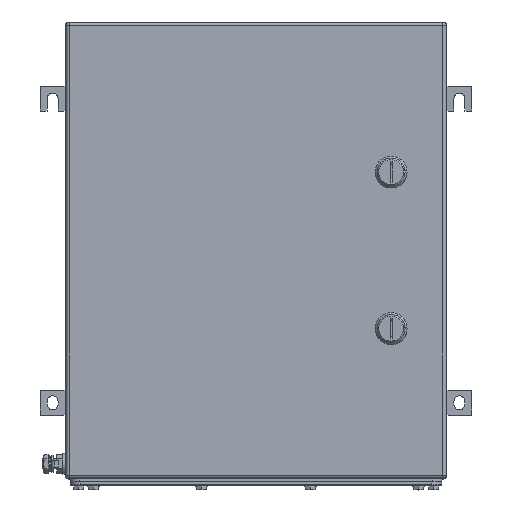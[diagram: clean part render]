
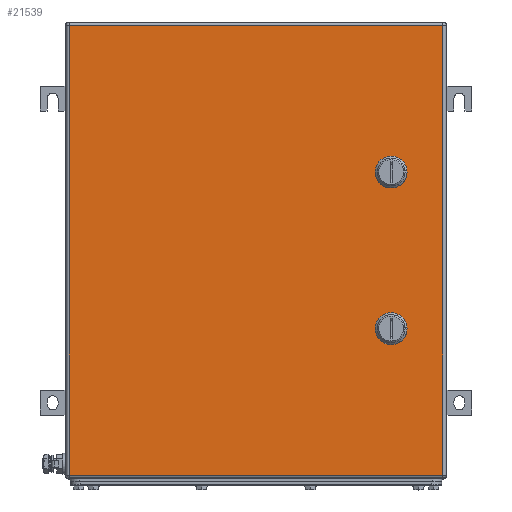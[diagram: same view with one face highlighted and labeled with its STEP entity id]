
A CAD part, top view. The second image highlights one B-rep face of the part: STEP entity #21539.
In plain terms, the highlighted planar face has unit normal (0, 0, 1).
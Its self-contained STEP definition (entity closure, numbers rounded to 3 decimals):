
#21353=AXIS2_PLACEMENT_3D('Circle Axis2P3D',#21351,#21352,$) ;
#21380=AXIS2_PLACEMENT_3D('Plane Axis2P3D',#21377,#21378,#21379) ;
#21425=AXIS2_PLACEMENT_3D('Circle Axis2P3D',#21423,#21424,$) ;
#21439=AXIS2_PLACEMENT_3D('Circle Axis2P3D',#21437,#21438,$) ;
#21453=AXIS2_PLACEMENT_3D('Circle Axis2P3D',#21451,#21452,$) ;
#21475=AXIS2_PLACEMENT_3D('Circle Axis2P3D',#21473,#21474,$) ;
#21491=AXIS2_PLACEMENT_3D('Circle Axis2P3D',#21489,#21490,$) ;
#21505=AXIS2_PLACEMENT_3D('Circle Axis2P3D',#21503,#21504,$) ;
#21519=AXIS2_PLACEMENT_3D('Circle Axis2P3D',#21517,#21518,$) ;
#21348=CARTESIAN_POINT('Vertex',(357.056,308.45,203.5)) ;
#21351=CARTESIAN_POINT('Axis2P3D Location',(352.,318.5,203.5)) ;
#21355=CARTESIAN_POINT('Vertex',(362.05,313.444,203.5)) ;
#21377=CARTESIAN_POINT('Axis2P3D Location',(216.5,240.,203.5)) ;
#21382=CARTESIAN_POINT('Line Origine',(216.5,465.5,203.5)) ;
#21386=CARTESIAN_POINT('Vertex',(404.,465.5,203.5)) ;
#21388=CARTESIAN_POINT('Vertex',(29.,465.5,203.5)) ;
#21391=CARTESIAN_POINT('Line Origine',(29.,240.,203.5)) ;
#21395=CARTESIAN_POINT('Vertex',(29.,14.5,203.5)) ;
#21398=CARTESIAN_POINT('Line Origine',(216.5,14.5,203.5)) ;
#21402=CARTESIAN_POINT('Vertex',(404.,14.5,203.5)) ;
#21405=CARTESIAN_POINT('Line Origine',(404.,240.,203.5)) ;
#21416=CARTESIAN_POINT('Line Origine',(352.,308.45,203.5)) ;
#21420=CARTESIAN_POINT('Vertex',(346.944,308.45,203.5)) ;
#21423=CARTESIAN_POINT('Axis2P3D Location',(352.,318.5,203.5)) ;
#21427=CARTESIAN_POINT('Vertex',(341.95,313.444,203.5)) ;
#21430=CARTESIAN_POINT('Line Origine',(341.95,318.5,203.5)) ;
#21434=CARTESIAN_POINT('Vertex',(341.95,323.556,203.5)) ;
#21437=CARTESIAN_POINT('Axis2P3D Location',(352.,318.5,203.5)) ;
#21441=CARTESIAN_POINT('Vertex',(346.944,328.55,203.5)) ;
#21444=CARTESIAN_POINT('Line Origine',(352.,328.55,203.5)) ;
#21448=CARTESIAN_POINT('Vertex',(357.056,328.55,203.5)) ;
#21451=CARTESIAN_POINT('Axis2P3D Location',(352.,318.5,203.5)) ;
#21455=CARTESIAN_POINT('Vertex',(362.05,323.556,203.5)) ;
#21458=CARTESIAN_POINT('Line Origine',(362.05,318.5,203.5)) ;
#21473=CARTESIAN_POINT('Axis2P3D Location',(352.,161.5,203.5)) ;
#21477=CARTESIAN_POINT('Vertex',(357.056,151.45,203.5)) ;
#21479=CARTESIAN_POINT('Vertex',(362.05,156.444,203.5)) ;
#21482=CARTESIAN_POINT('Line Origine',(352.,151.45,203.5)) ;
#21486=CARTESIAN_POINT('Vertex',(346.944,151.45,203.5)) ;
#21489=CARTESIAN_POINT('Axis2P3D Location',(352.,161.5,203.5)) ;
#21493=CARTESIAN_POINT('Vertex',(341.95,156.444,203.5)) ;
#21496=CARTESIAN_POINT('Line Origine',(341.95,161.5,203.5)) ;
#21500=CARTESIAN_POINT('Vertex',(341.95,166.556,203.5)) ;
#21503=CARTESIAN_POINT('Axis2P3D Location',(352.,161.5,203.5)) ;
#21507=CARTESIAN_POINT('Vertex',(346.944,171.55,203.5)) ;
#21510=CARTESIAN_POINT('Line Origine',(352.,171.55,203.5)) ;
#21514=CARTESIAN_POINT('Vertex',(357.056,171.55,203.5)) ;
#21517=CARTESIAN_POINT('Axis2P3D Location',(352.,161.5,203.5)) ;
#21521=CARTESIAN_POINT('Vertex',(362.05,166.556,203.5)) ;
#21524=CARTESIAN_POINT('Line Origine',(362.05,161.5,203.5)) ;
#21352=DIRECTION('Axis2P3D Direction',(0.,0.,1.)) ;
#21378=DIRECTION('Axis2P3D Direction',(0.,0.,1.)) ;
#21379=DIRECTION('Axis2P3D XDirection',(1.,0.,0.)) ;
#21383=DIRECTION('Vector Direction',(1.,0.,0.)) ;
#21392=DIRECTION('Vector Direction',(0.,-1.,0.)) ;
#21399=DIRECTION('Vector Direction',(1.,0.,0.)) ;
#21406=DIRECTION('Vector Direction',(0.,1.,0.)) ;
#21417=DIRECTION('Vector Direction',(1.,0.,0.)) ;
#21424=DIRECTION('Axis2P3D Direction',(0.,0.,1.)) ;
#21431=DIRECTION('Vector Direction',(0.,1.,0.)) ;
#21438=DIRECTION('Axis2P3D Direction',(0.,0.,1.)) ;
#21445=DIRECTION('Vector Direction',(1.,0.,0.)) ;
#21452=DIRECTION('Axis2P3D Direction',(0.,0.,1.)) ;
#21459=DIRECTION('Vector Direction',(0.,-1.,0.)) ;
#21474=DIRECTION('Axis2P3D Direction',(0.,0.,1.)) ;
#21483=DIRECTION('Vector Direction',(1.,0.,0.)) ;
#21490=DIRECTION('Axis2P3D Direction',(0.,0.,1.)) ;
#21497=DIRECTION('Vector Direction',(0.,1.,0.)) ;
#21504=DIRECTION('Axis2P3D Direction',(0.,0.,1.)) ;
#21511=DIRECTION('Vector Direction',(1.,0.,0.)) ;
#21518=DIRECTION('Axis2P3D Direction',(0.,0.,1.)) ;
#21525=DIRECTION('Vector Direction',(0.,-1.,0.)) ;
#21384=VECTOR('Line Direction',#21383,1.) ;
#21393=VECTOR('Line Direction',#21392,1.) ;
#21400=VECTOR('Line Direction',#21399,1.) ;
#21407=VECTOR('Line Direction',#21406,1.) ;
#21418=VECTOR('Line Direction',#21417,1.) ;
#21432=VECTOR('Line Direction',#21431,1.) ;
#21446=VECTOR('Line Direction',#21445,1.) ;
#21460=VECTOR('Line Direction',#21459,1.) ;
#21484=VECTOR('Line Direction',#21483,1.) ;
#21498=VECTOR('Line Direction',#21497,1.) ;
#21512=VECTOR('Line Direction',#21511,1.) ;
#21526=VECTOR('Line Direction',#21525,1.) ;
#21411=ORIENTED_EDGE('',*,*,#21390,.T.) ;
#21412=ORIENTED_EDGE('',*,*,#21397,.T.) ;
#21413=ORIENTED_EDGE('',*,*,#21404,.T.) ;
#21414=ORIENTED_EDGE('',*,*,#21409,.T.) ;
#21464=ORIENTED_EDGE('',*,*,#21422,.F.) ;
#21465=ORIENTED_EDGE('',*,*,#21429,.F.) ;
#21466=ORIENTED_EDGE('',*,*,#21436,.T.) ;
#21467=ORIENTED_EDGE('',*,*,#21443,.F.) ;
#21468=ORIENTED_EDGE('',*,*,#21450,.T.) ;
#21469=ORIENTED_EDGE('',*,*,#21457,.F.) ;
#21470=ORIENTED_EDGE('',*,*,#21462,.T.) ;
#21471=ORIENTED_EDGE('',*,*,#21357,.F.) ;
#21530=ORIENTED_EDGE('',*,*,#21481,.F.) ;
#21531=ORIENTED_EDGE('',*,*,#21488,.F.) ;
#21532=ORIENTED_EDGE('',*,*,#21495,.F.) ;
#21533=ORIENTED_EDGE('',*,*,#21502,.T.) ;
#21534=ORIENTED_EDGE('',*,*,#21509,.F.) ;
#21535=ORIENTED_EDGE('',*,*,#21516,.T.) ;
#21536=ORIENTED_EDGE('',*,*,#21523,.F.) ;
#21537=ORIENTED_EDGE('',*,*,#21528,.T.) ;
#21472=FACE_BOUND('',#21463,.T.) ;
#21538=FACE_BOUND('',#21529,.T.) ;
#21539=ADVANCED_FACE('ZUB_KTB_QL_453820_1GP_AllCATPart_AllCATPart.1\\ZUB_KTB_QL_453820_1GP_AllCATPart.2\\ZUB_DE_KTB_QL.1\\DE_KTB_MH_PART_MASTER.1\\Koerper.2',(#21415,#21472,#21538),#21381,.T.) ;
#21354=CIRCLE('generated circle',#21353,11.25) ;
#21426=CIRCLE('generated circle',#21425,11.25) ;
#21440=CIRCLE('generated circle',#21439,11.25) ;
#21454=CIRCLE('generated circle',#21453,11.25) ;
#21476=CIRCLE('generated circle',#21475,11.25) ;
#21492=CIRCLE('generated circle',#21491,11.25) ;
#21506=CIRCLE('generated circle',#21505,11.25) ;
#21520=CIRCLE('generated circle',#21519,11.25) ;
#21357=EDGE_CURVE('',#21349,#21356,#21354,.T.) ;
#21390=EDGE_CURVE('',#21387,#21389,#21385,.F.) ;
#21397=EDGE_CURVE('',#21389,#21396,#21394,.T.) ;
#21404=EDGE_CURVE('',#21396,#21403,#21401,.T.) ;
#21409=EDGE_CURVE('',#21403,#21387,#21408,.T.) ;
#21422=EDGE_CURVE('',#21421,#21349,#21419,.T.) ;
#21429=EDGE_CURVE('',#21428,#21421,#21426,.T.) ;
#21436=EDGE_CURVE('',#21428,#21435,#21433,.T.) ;
#21443=EDGE_CURVE('',#21442,#21435,#21440,.T.) ;
#21450=EDGE_CURVE('',#21442,#21449,#21447,.T.) ;
#21457=EDGE_CURVE('',#21456,#21449,#21454,.T.) ;
#21462=EDGE_CURVE('',#21456,#21356,#21461,.T.) ;
#21481=EDGE_CURVE('',#21478,#21480,#21476,.T.) ;
#21488=EDGE_CURVE('',#21487,#21478,#21485,.T.) ;
#21495=EDGE_CURVE('',#21494,#21487,#21492,.T.) ;
#21502=EDGE_CURVE('',#21494,#21501,#21499,.T.) ;
#21509=EDGE_CURVE('',#21508,#21501,#21506,.T.) ;
#21516=EDGE_CURVE('',#21508,#21515,#21513,.T.) ;
#21523=EDGE_CURVE('',#21522,#21515,#21520,.T.) ;
#21528=EDGE_CURVE('',#21522,#21480,#21527,.T.) ;
#21410=EDGE_LOOP('',(#21411,#21412,#21413,#21414)) ;
#21463=EDGE_LOOP('',(#21464,#21465,#21466,#21467,#21468,#21469,#21470,#21471)) ;
#21529=EDGE_LOOP('',(#21530,#21531,#21532,#21533,#21534,#21535,#21536,#21537)) ;
#21415=FACE_OUTER_BOUND('',#21410,.T.) ;
#21385=LINE('Line',#21382,#21384) ;
#21394=LINE('Line',#21391,#21393) ;
#21401=LINE('Line',#21398,#21400) ;
#21408=LINE('Line',#21405,#21407) ;
#21419=LINE('Line',#21416,#21418) ;
#21433=LINE('Line',#21430,#21432) ;
#21447=LINE('Line',#21444,#21446) ;
#21461=LINE('Line',#21458,#21460) ;
#21485=LINE('Line',#21482,#21484) ;
#21499=LINE('Line',#21496,#21498) ;
#21513=LINE('Line',#21510,#21512) ;
#21527=LINE('Line',#21524,#21526) ;
#21381=PLANE('',#21380) ;
#21349=VERTEX_POINT('',#21348) ;
#21356=VERTEX_POINT('',#21355) ;
#21387=VERTEX_POINT('',#21386) ;
#21389=VERTEX_POINT('',#21388) ;
#21396=VERTEX_POINT('',#21395) ;
#21403=VERTEX_POINT('',#21402) ;
#21421=VERTEX_POINT('',#21420) ;
#21428=VERTEX_POINT('',#21427) ;
#21435=VERTEX_POINT('',#21434) ;
#21442=VERTEX_POINT('',#21441) ;
#21449=VERTEX_POINT('',#21448) ;
#21456=VERTEX_POINT('',#21455) ;
#21478=VERTEX_POINT('',#21477) ;
#21480=VERTEX_POINT('',#21479) ;
#21487=VERTEX_POINT('',#21486) ;
#21494=VERTEX_POINT('',#21493) ;
#21501=VERTEX_POINT('',#21500) ;
#21508=VERTEX_POINT('',#21507) ;
#21515=VERTEX_POINT('',#21514) ;
#21522=VERTEX_POINT('',#21521) ;
